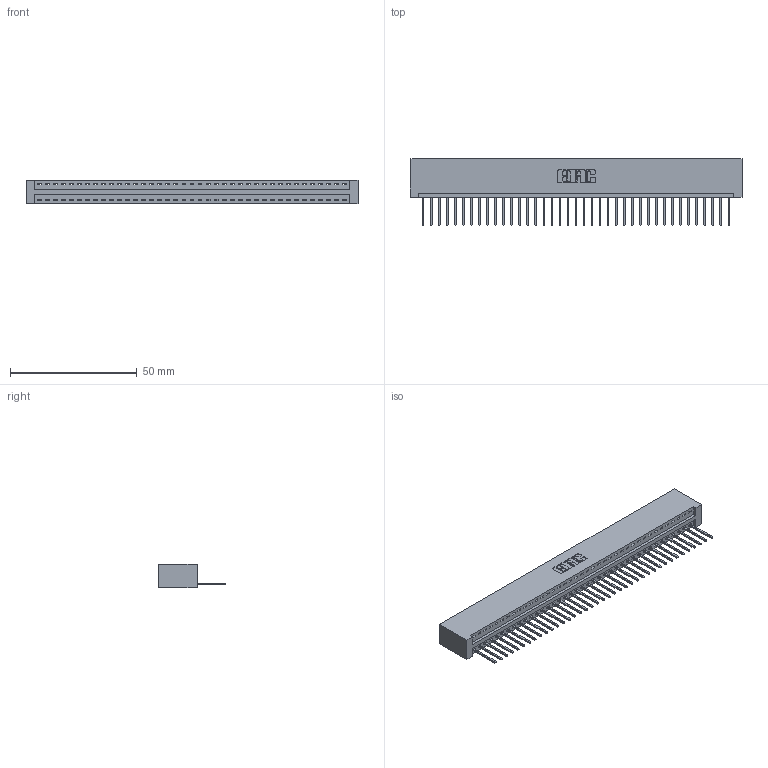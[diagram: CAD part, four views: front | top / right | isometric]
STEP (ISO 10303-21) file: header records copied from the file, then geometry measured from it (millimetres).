
FILE_DESCRIPTION (( 'STEP AP203' ), '1' );
FILE_NAME ('396-039-522-101.STEP', '2019-10-27T19:06:14', ( '' ), ( '' ), 'SwSTEP 2.0', 'SolidWorks 2016', '' );
FILE_SCHEMA (( 'CONFIG_CONTROL_DESIGN' ));
Length unit declared in the file: inch
Products named in the file (3): 396-039-522-101; 346 Part_No Mounting Lugs; 345-292-001_345-293-122
Assembly tree (40 placements, depth 2):
  396-039-522-101
    346 Part_No Mounting Lugs
    345-292-001_345-293-122  x39
Bounding box: 131.06 x 26.42 x 9.4 mm (x, y, z)
Volume: 13079.3 mm3; surface area: 16533.8 mm2
Topology: 40 solids, 40 shells, 2376 faces, 7169 edges, 4726 vertices
Faces by surface type: plane 1632, cylinder 744
Entity records: 24349 total; most frequent: CARTESIAN_POINT 4181, ORIENTED_EDGE 4154, DIRECTION 3687, EDGE_CURVE 2077, VECTOR 1797, LINE 1797, VERTEX_POINT 1382, AXIS2_PLACEMENT_3D 945
